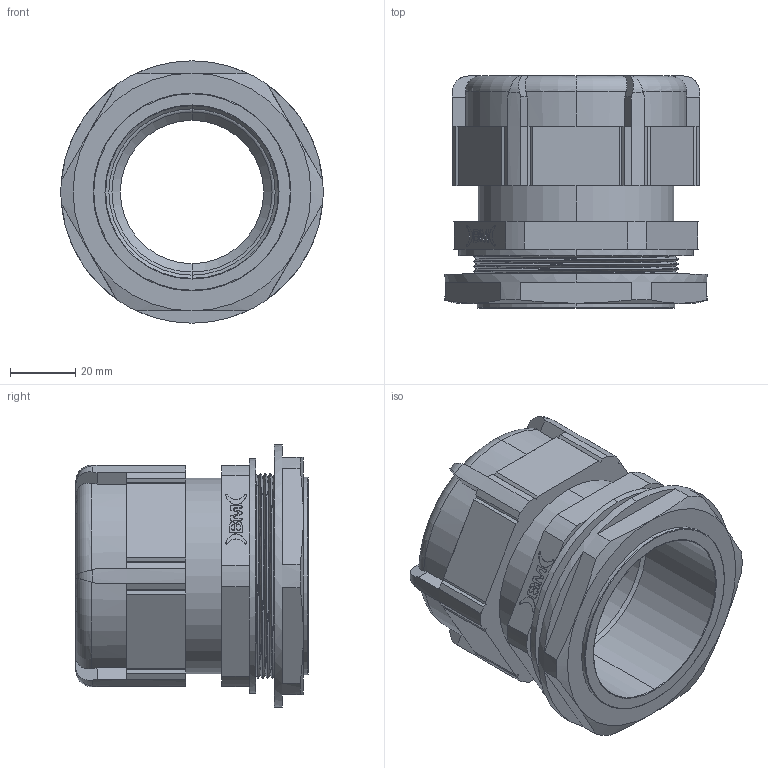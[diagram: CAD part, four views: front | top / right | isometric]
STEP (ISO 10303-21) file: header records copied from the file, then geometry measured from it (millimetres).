
FILE_DESCRIPTION (( 'STEP AP203' ), '1' );
FILE_NAME ('4763.STEP', '2026-03-12T12:49:58', ( '' ), ( '' ), 'SwSTEP 2.0', 'SolidWorks 2025', '' );
FILE_SCHEMA (( 'CONFIG_CONTROL_DESIGN' ));
Length unit declared in the file: millimetre
Products named in the file (1): 4763
Bounding box: 80.5 x 71.2 x 80.5 mm (x, y, z)
Volume: 131192 mm3; surface area: 39555.4 mm2
Topology: 1 solids, 2 shells, 371 faces, 988 edges, 642 vertices
Faces by surface type: plane 192, bspline 109, cylinder 39, torus 21, cone 10
Entity records: 22122 total; most frequent: CARTESIAN_POINT 13630, ORIENTED_EDGE 1974, DIRECTION 1373, EDGE_CURVE 987, VERTEX_POINT 640, VECTOR 559, LINE 559, AXIS2_PLACEMENT_3D 407
